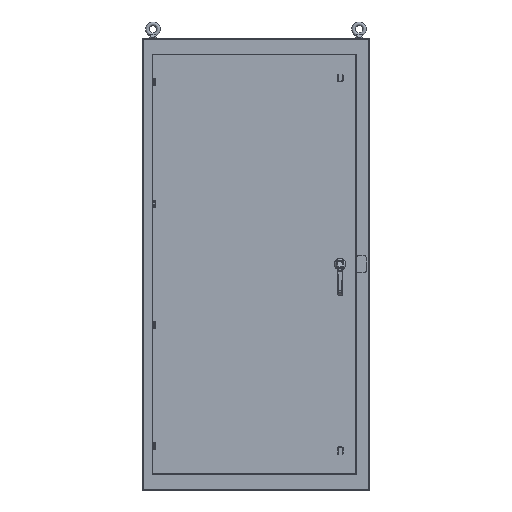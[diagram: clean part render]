
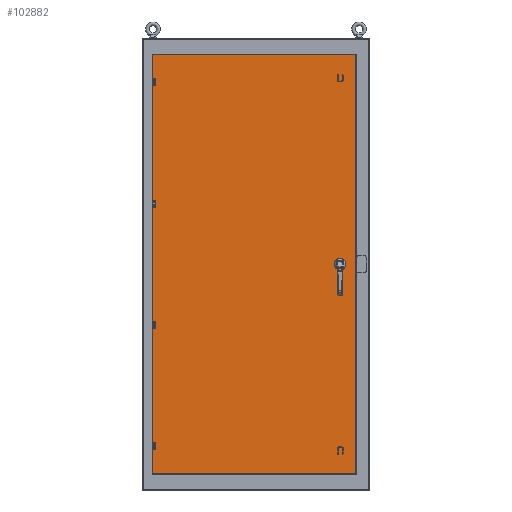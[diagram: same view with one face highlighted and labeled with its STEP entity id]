
A CAD part, top view. The second image highlights one B-rep face of the part: STEP entity #102882.
In plain terms, the highlighted planar face has unit normal (0, 0, 1).
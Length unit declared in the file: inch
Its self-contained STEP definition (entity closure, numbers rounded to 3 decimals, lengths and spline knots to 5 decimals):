
#1236 = EDGE_CURVE ( 'NONE', #104066, #63067, #30510, .T. ) ;
#5959 = CARTESIAN_POINT ( 'NONE',  ( -18.2749, 37.15, 10.058 ) ) ;
#11479 = EDGE_CURVE ( 'NONE', #105756, #105756, #162420, .T. ) ;
#12972 = CARTESIAN_POINT ( 'NONE',  ( -0.2812, 37.15, 10.058 ) ) ;
#13536 = EDGE_CURVE ( 'NONE', #124416, #104066, #60726, .T. ) ;
#14103 = CARTESIAN_POINT ( 'NONE',  ( 17.7125, 37.15, 10.058 ) ) ;
#15393 = DIRECTION ( 'NONE',  ( 1., 0., 0. ) ) ;
#27551 = VECTOR ( 'NONE', #47486, 39.37008 ) ;
#29089 = ORIENTED_EDGE ( 'NONE', *, *, #1236, .F. ) ;
#29624 = DIRECTION ( 'NONE',  ( 0., 0., 1. ) ) ;
#30510 = LINE ( 'NONE', #126927, #93013 ) ;
#34986 = CARTESIAN_POINT ( 'NONE',  ( -18.2749, 0., 10.058 ) ) ;
#47486 = DIRECTION ( 'NONE',  ( 1., 0., 0. ) ) ;
#48596 = AXIS2_PLACEMENT_3D ( 'NONE', #197082, #107763, #122947 ) ;
#60726 = LINE ( 'NONE', #12972, #27551 ) ;
#63067 = VERTEX_POINT ( 'NONE', #72262 ) ;
#64707 = EDGE_LOOP ( 'NONE', ( #144980 ) ) ;
#65882 = VERTEX_POINT ( 'NONE', #171142 ) ;
#69219 = VECTOR ( 'NONE', #182135, 39.37008 ) ;
#72262 = CARTESIAN_POINT ( 'NONE',  ( 17.7125, -37.15, 10.058 ) ) ;
#73577 = LINE ( 'NONE', #104002, #69219 ) ;
#74961 = AXIS2_PLACEMENT_3D ( 'NONE', #156527, #29624, #15393 ) ;
#75318 = FACE_BOUND ( 'NONE', #64707, .T. ) ;
#88543 = CARTESIAN_POINT ( 'NONE',  ( 15.33691, 0., 10.058 ) ) ;
#93013 = VECTOR ( 'NONE', #93468, 39.37008 ) ;
#93468 = DIRECTION ( 'NONE',  ( 0., -1., 0. ) ) ;
#102882 = ADVANCED_FACE ( 'NONE', ( #75318, #105744 ), #137156, .F. ) ;
#104002 = CARTESIAN_POINT ( 'NONE',  ( -0.2812, -37.15, 10.058 ) ) ;
#104066 = VERTEX_POINT ( 'NONE', #14103 ) ;
#105744 = FACE_OUTER_BOUND ( 'NONE', #193140, .T. ) ;
#105756 = VERTEX_POINT ( 'NONE', #88543 ) ;
#107763 = DIRECTION ( 'NONE',  ( 0., 0., -1. ) ) ;
#116952 = EDGE_CURVE ( 'NONE', #63067, #65882, #73577, .T. ) ;
#119925 = ORIENTED_EDGE ( 'NONE', *, *, #153451, .F. ) ;
#121993 = ORIENTED_EDGE ( 'NONE', *, *, #116952, .F. ) ;
#122947 = DIRECTION ( 'NONE',  ( -1., 0., 0. ) ) ;
#124416 = VERTEX_POINT ( 'NONE', #5959 ) ;
#126927 = CARTESIAN_POINT ( 'NONE',  ( 17.7125, 0., 10.058 ) ) ;
#137156 = PLANE ( 'NONE',  #48596 ) ;
#144980 = ORIENTED_EDGE ( 'NONE', *, *, #11479, .F. ) ;
#145592 = LINE ( 'NONE', #34986, #173116 ) ;
#152952 = ORIENTED_EDGE ( 'NONE', *, *, #13536, .F. ) ;
#153451 = EDGE_CURVE ( 'NONE', #65882, #124416, #145592, .T. ) ;
#156527 = CARTESIAN_POINT ( 'NONE',  ( 14.90384, 0., 10.058 ) ) ;
#162420 = CIRCLE ( 'NONE', #74961, 0.43307 ) ;
#171142 = CARTESIAN_POINT ( 'NONE',  ( -18.2749, -37.15, 10.058 ) ) ;
#173116 = VECTOR ( 'NONE', #175068, 39.37008 ) ;
#175068 = DIRECTION ( 'NONE',  ( 0., 1., 0. ) ) ;
#182135 = DIRECTION ( 'NONE',  ( -1., 0., 0. ) ) ;
#193140 = EDGE_LOOP ( 'NONE', ( #29089, #152952, #119925, #121993 ) ) ;
#197082 = CARTESIAN_POINT ( 'NONE',  ( -0.2812, 0., 10.058 ) ) ;
